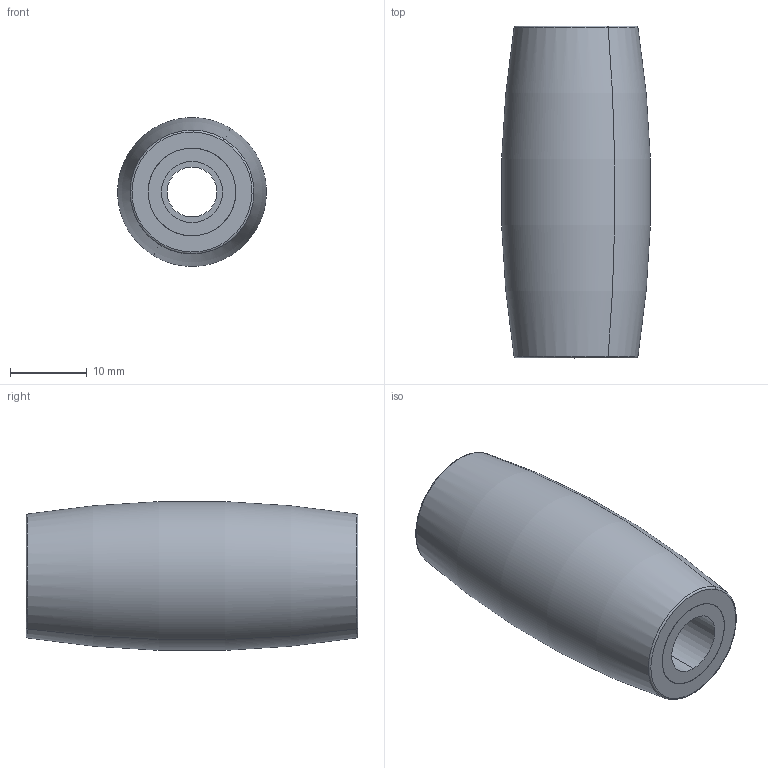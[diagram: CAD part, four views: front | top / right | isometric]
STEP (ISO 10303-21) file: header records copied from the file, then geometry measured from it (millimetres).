
FILE_DESCRIPTION (( 'STEP AP203' ), '1' );
FILE_NAME ('am-3698 6in SR Mecanum Roller.STEP', '2022-07-05T21:35:18', ( '' ), ( '' ), 'SwSTEP 2.0', 'SolidWorks 2022', '' );
FILE_SCHEMA (( 'CONFIG_CONTROL_DESIGN' ));
Length unit declared in the file: inch
Products named in the file (3): am-3698_skin TPU v2; am-3698_core PC; am-3698 6in SR Mecanum Roller
Assembly tree (2 placements, depth 2):
  am-3698 6in SR Mecanum Roller
    am-3698_core PC
    am-3698_skin TPU v2
Bounding box: 19.35 x 43.18 x 19.35 mm (x, y, z)
Volume: 9821.5 mm3; surface area: 7512 mm2
Topology: 2 solids, 2 shells, 22 faces, 44 edges, 28 vertices
Faces by surface type: torus 10, cylinder 6, plane 6
Entity records: 913 total; most frequent: DIRECTION 136, CARTESIAN_POINT 99, ORIENTED_EDGE 88, AXIS2_PLACEMENT_3D 65, EDGE_CURVE 44, CIRCLE 38, VERTEX_POINT 28, EDGE_LOOP 28
